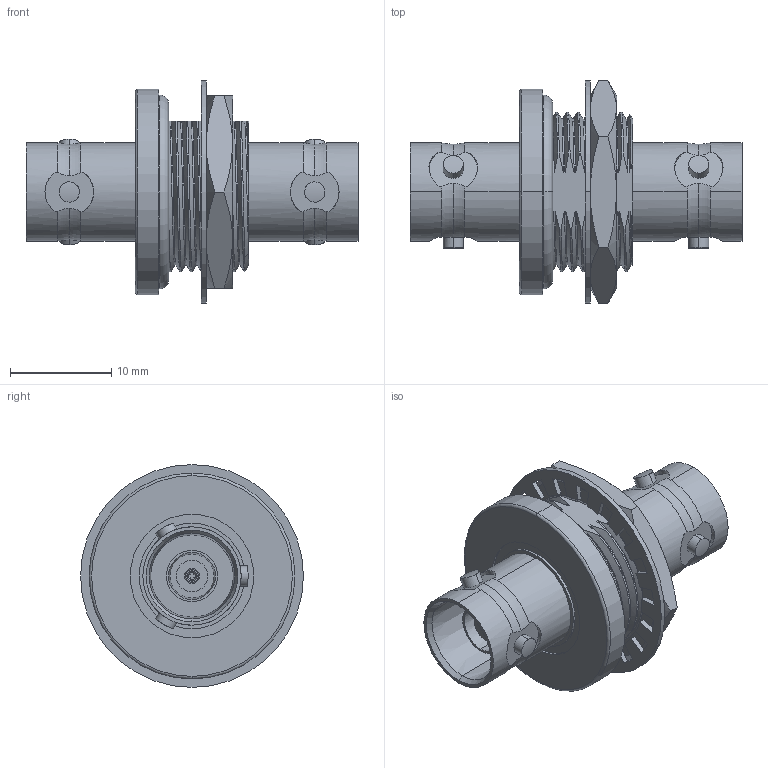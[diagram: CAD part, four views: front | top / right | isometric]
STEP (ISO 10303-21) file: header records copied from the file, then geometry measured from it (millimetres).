
FILE_DESCRIPTION (( 'STEP AP214' ), '1' );
FILE_NAME ('FMAD10-06568_3D.step', '2023-08-09T19:39:12', ( '' ), ( '' ), 'SwSTEP 2.0', 'SolidWorks 2022', '' );
FILE_SCHEMA (( 'AUTOMOTIVE_DESIGN' ));
Length unit declared in the file: inch
Products named in the file (6): Copy of 10-06568-MA6^FMAD10-06568; Copy of 10-06568-MA3^FMAD10-06568; Copy of 10-06568-MA1^FMAD10-06568; FMAD10-06568_3D; Copy of 10-06568-MA5^FMAD10-06568; Copy of 10-06568-MA4^FMAD10-06568
Assembly tree (6 placements, depth 2):
  FMAD10-06568_3D
    Copy of 10-06568-MA1^FMAD10-06568
    Copy of 10-06568-MA5^FMAD10-06568
    Copy of 10-06568-MA6^FMAD10-06568
    Copy of 10-06568-MA4^FMAD10-06568
    Copy of 10-06568-MA3^FMAD10-06568  x2
Bounding box: 32.77 x 22 x 22 mm (x, y, z)
Volume: 3503.7 mm3; surface area: 4694.3 mm2
Topology: 6 solids, 6 shells, 366 faces, 936 edges, 602 vertices
Faces by surface type: cylinder 135, plane 103, cone 72, bspline 34, torus 22
Entity records: 22537 total; most frequent: CARTESIAN_POINT 14322, ORIENTED_EDGE 1664, DIRECTION 1466, EDGE_CURVE 832, AXIS2_PLACEMENT_3D 584, VERTEX_POINT 539, EDGE_LOOP 355, FACE_OUTER_BOUND 325
